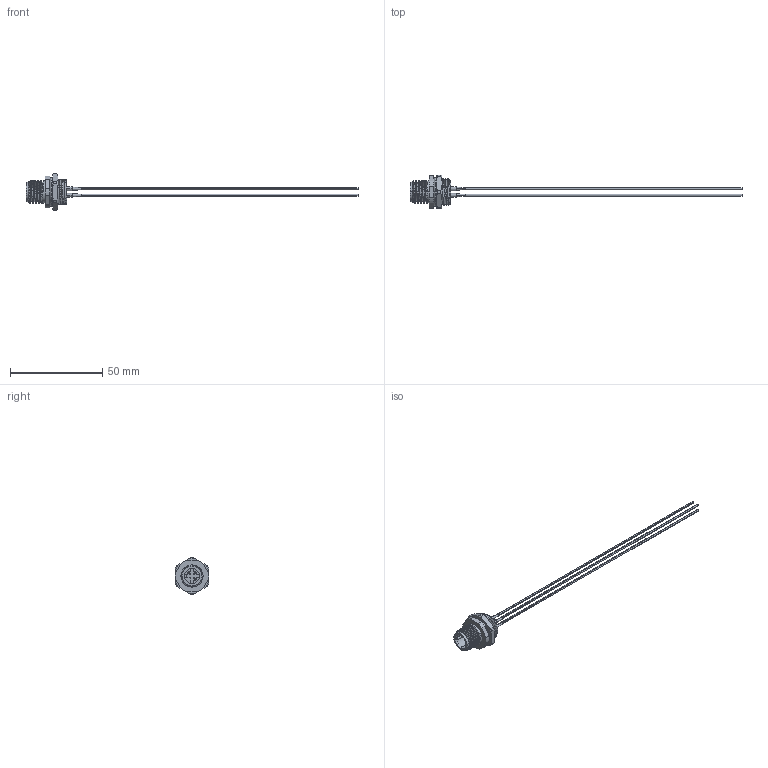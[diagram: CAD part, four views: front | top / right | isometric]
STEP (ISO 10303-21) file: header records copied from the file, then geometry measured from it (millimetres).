
FILE_DESCRIPTION (( 'STEP AP203' ), '1' );
FILE_NAME ('10-04031.STEP', '2022-04-12T15:57:12', ( '' ), ( '' ), 'SwSTEP 2.0', 'SolidWorks 2021', '' );
FILE_SCHEMA (( 'CONFIG_CONTROL_DESIGN' ));
Length unit declared in the file: millimetre
Products named in the file (11): 54-00187-01___; Heat shrink; 54-00187-03___; 54-00187; 54-00187-02; 10-04031; 54-00187-04___; 30-01764_blunt cut; 30-01762_blunt cut; 30-01763_blunt cut; 54-00187-05___
Assembly tree (14 placements, depth 3):
  10-04031
    54-00187
      54-00187-01___
      54-00187-02
      54-00187-03___  x3
      54-00187-04___
      54-00187-05___
    Heat shrink  x3
    30-01762_blunt cut
    30-01763_blunt cut
    30-01764_blunt cut
Bounding box: 180.3 x 18 x 20 mm (x, y, z)
Volume: 3217.9 mm3; surface area: 15779.1 mm2
Topology: 133 solids, 133 shells, 1063 faces, 2273 edges, 1493 vertices
Faces by surface type: cylinder 627, plane 336, cone 49, bspline 23, torus 22, sphere 6
Entity records: 32987 total; most frequent: CARTESIAN_POINT 9487, DIRECTION 5025, ORIENTED_EDGE 4182, AXIS2_PLACEMENT_3D 2154, EDGE_CURVE 2091, VERTEX_POINT 1385, EDGE_LOOP 1246, CIRCLE 1172
